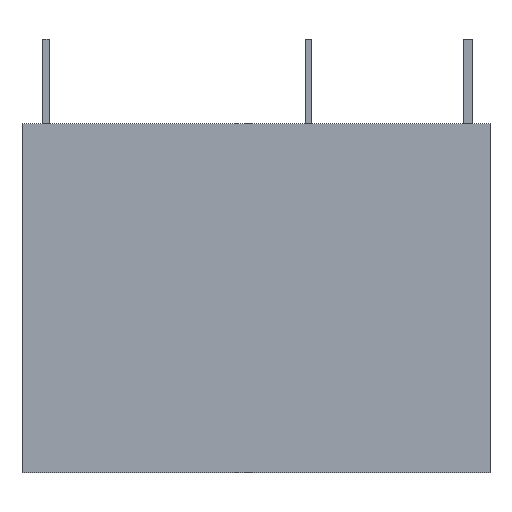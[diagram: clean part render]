
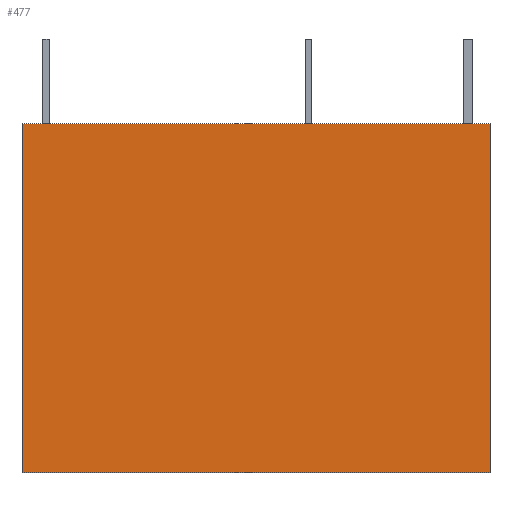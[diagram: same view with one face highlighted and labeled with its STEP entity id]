
A CAD part, front view. The second image highlights one B-rep face of the part: STEP entity #477.
In plain terms, the highlighted planar face has unit normal (0, -1, 0).
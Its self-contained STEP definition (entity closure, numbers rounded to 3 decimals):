
#47=FACE_OUTER_BOUND('',#77,.T.);
#77=EDGE_LOOP('',(#399,#400,#401,#402));
#131=LINE('',#761,#191);
#132=LINE('',#763,#192);
#133=LINE('',#765,#193);
#134=LINE('',#766,#194);
#191=VECTOR('',#631,10.);
#192=VECTOR('',#632,10.);
#193=VECTOR('',#633,10.);
#194=VECTOR('',#634,10.);
#235=VERTEX_POINT('',#759);
#236=VERTEX_POINT('',#760);
#237=VERTEX_POINT('',#762);
#238=VERTEX_POINT('',#764);
#291=EDGE_CURVE('',#235,#236,#131,.T.);
#292=EDGE_CURVE('',#235,#237,#132,.T.);
#293=EDGE_CURVE('',#238,#237,#133,.T.);
#294=EDGE_CURVE('',#236,#238,#134,.T.);
#399=ORIENTED_EDGE('',*,*,#291,.F.);
#400=ORIENTED_EDGE('',*,*,#292,.T.);
#401=ORIENTED_EDGE('',*,*,#293,.F.);
#402=ORIENTED_EDGE('',*,*,#294,.F.);
#447=PLANE('',#525);
#477=ADVANCED_FACE('',(#47),#447,.T.);
#525=AXIS2_PLACEMENT_3D('',#758,#629,#630);
#629=DIRECTION('center_axis',(0.,-1.,0.));
#630=DIRECTION('ref_axis',(-1.,0.,0.));
#631=DIRECTION('',(1.,0.,0.));
#632=DIRECTION('',(0.,0.,-1.));
#633=DIRECTION('',(-1.,0.,0.));
#634=DIRECTION('',(0.,0.,-1.));
#758=CARTESIAN_POINT('Origin',(20.5,0.,0.));
#759=CARTESIAN_POINT('',(0.,0.,0.));
#760=CARTESIAN_POINT('',(20.5,0.,0.));
#761=CARTESIAN_POINT('',(0.,0.,0.));
#762=CARTESIAN_POINT('',(0.,0.,-15.3));
#763=CARTESIAN_POINT('',(0.,0.,0.));
#764=CARTESIAN_POINT('',(20.5,0.,-15.3));
#765=CARTESIAN_POINT('',(0.,0.,-15.3));
#766=CARTESIAN_POINT('',(20.5,0.,0.));
